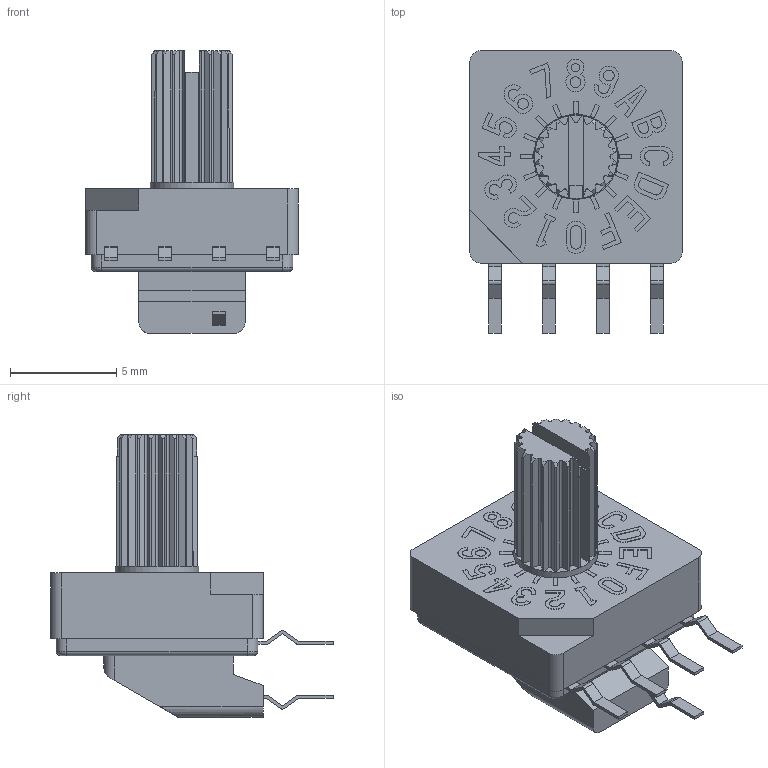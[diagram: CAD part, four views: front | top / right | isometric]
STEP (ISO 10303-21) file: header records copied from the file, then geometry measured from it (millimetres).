
FILE_DESCRIPTION( ( 'STEP AP214' ), '1' );
FILE_NAME( 'SC-1111.stp', '2020-04-13T15:47:37', ( 'License CC BY-ND 4.0' ), ( 'CADENAS' ), ' ', 'PARTsolutions', ' ' );
FILE_SCHEMA( ( 'AUTOMOTIVE_DESIGN { 1 0 10303 214 1 1 1 1 }' ) );
Length unit declared in the file: millimetre
Products named in the file (3): SC-1111; _SC-11111 Body; _SC-11111 Dial
Assembly tree (2 placements, depth 2):
  SC-1111
    _SC-11111 Body
    _SC-11111 Dial
Bounding box: 10 x 13.3 x 13.3 mm (x, y, z)
Volume: 521.3 mm3; surface area: 643.5 mm2
Topology: 2 solids, 2 shells, 482 faces, 1273 edges, 846 vertices
Faces by surface type: plane 344, cylinder 114, cone 20, torus 4
Full cylindrical faces by diameter (mm): 0.4 x1, 0.498 x1, 0.5 x1, 0.502 x1, 3.92 x1, 4 x1
Entity records: 19081 total; most frequent: CARTESIAN_POINT 3102, ORIENTED_EDGE 2534, DIRECTION 2417, EDGE_CURVE 1267, LINE 975, VECTOR 975, VERTEX_POINT 846, AXIS2_PLACEMENT_3D 721
